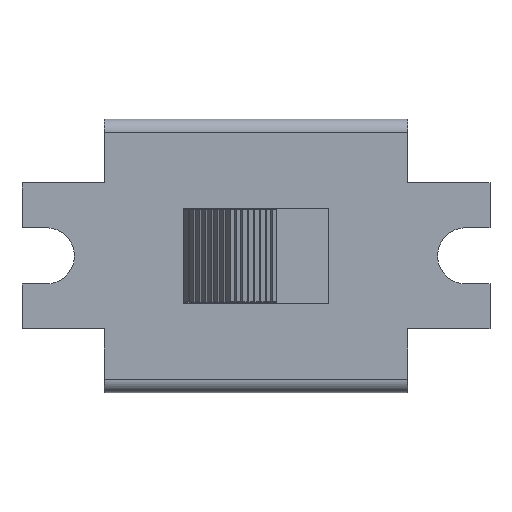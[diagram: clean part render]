
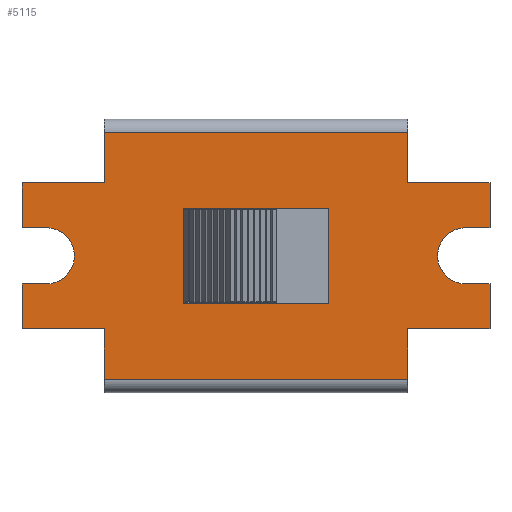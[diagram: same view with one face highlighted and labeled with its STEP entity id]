
A CAD part, top view. The second image highlights one B-rep face of the part: STEP entity #5115.
In plain terms, the highlighted planar face has unit normal (0, 0, 1).
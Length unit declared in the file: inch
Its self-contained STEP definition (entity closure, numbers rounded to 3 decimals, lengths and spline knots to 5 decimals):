
#156=FACE_BOUND('',#873,.T.);
#324=PLANE('',#5464);
#590=FACE_OUTER_BOUND('',#872,.T.);
#872=EDGE_LOOP('',(#4582,#4583,#4584,#4585,#4586,#4587,#4588,#4589,#4590,
#4591,#4592,#4593,#4594,#4595,#4596,#4597,#4598,#4599,#4600,#4601));
#873=EDGE_LOOP('',(#4602,#4603,#4604,#4605));
#976=CIRCLE('',#5416,0.04626);
#980=CIRCLE('',#5429,0.04626);
#1360=LINE('',#8828,#1930);
#1364=LINE('',#8835,#1934);
#1367=LINE('',#8841,#1937);
#1371=LINE('',#8853,#1941);
#1374=LINE('',#8859,#1944);
#1377=LINE('',#8865,#1947);
#1382=LINE('',#8875,#1952);
#1397=LINE('',#8909,#1967);
#1400=LINE('',#8914,#1970);
#1402=LINE('',#8918,#1972);
#1405=LINE('',#8926,#1975);
#1407=LINE('',#8930,#1977);
#1409=LINE('',#8934,#1979);
#1411=LINE('',#8939,#1981);
#1415=LINE('',#8947,#1985);
#1418=LINE('',#8953,#1988);
#1421=LINE('',#8958,#1991);
#1450=LINE('',#9013,#2020);
#1451=LINE('',#9016,#2021);
#1452=LINE('',#9020,#2022);
#1453=LINE('',#9021,#2023);
#1454=LINE('',#9022,#2024);
#1930=VECTOR('',#6354,0.3937);
#1934=VECTOR('',#6360,0.3937);
#1937=VECTOR('',#6365,0.3937);
#1941=VECTOR('',#6377,0.3937);
#1944=VECTOR('',#6382,0.3937);
#1947=VECTOR('',#6387,0.3937);
#1952=VECTOR('',#6396,0.3937);
#1967=VECTOR('',#6417,0.3937);
#1970=VECTOR('',#6422,0.3937);
#1972=VECTOR('',#6426,0.3937);
#1975=VECTOR('',#6435,0.3937);
#1977=VECTOR('',#6439,0.3937);
#1979=VECTOR('',#6443,0.3937);
#1981=VECTOR('',#6447,0.3937);
#1985=VECTOR('',#6453,0.3937);
#1988=VECTOR('',#6458,0.3937);
#1991=VECTOR('',#6463,0.3937);
#2020=VECTOR('',#6542,0.3937);
#2021=VECTOR('',#6547,0.3937);
#2022=VECTOR('',#6550,0.3937);
#2023=VECTOR('',#6551,0.3937);
#2024=VECTOR('',#6552,0.3937);
#2506=VERTEX_POINT('',#8826);
#2507=VERTEX_POINT('',#8827);
#2509=VERTEX_POINT('',#8834);
#2511=VERTEX_POINT('',#8840);
#2513=VERTEX_POINT('',#8846);
#2515=VERTEX_POINT('',#8852);
#2517=VERTEX_POINT('',#8858);
#2519=VERTEX_POINT('',#8864);
#2522=VERTEX_POINT('',#8873);
#2537=VERTEX_POINT('',#8907);
#2538=VERTEX_POINT('',#8908);
#2539=VERTEX_POINT('',#8913);
#2540=VERTEX_POINT('',#8917);
#2541=VERTEX_POINT('',#8921);
#2542=VERTEX_POINT('',#8925);
#2543=VERTEX_POINT('',#8929);
#2544=VERTEX_POINT('',#8933);
#2545=VERTEX_POINT('',#8937);
#2546=VERTEX_POINT('',#8938);
#2549=VERTEX_POINT('',#8946);
#2551=VERTEX_POINT('',#8952);
#2553=VERTEX_POINT('',#9012);
#2554=VERTEX_POINT('',#9018);
#2555=VERTEX_POINT('',#9019);
#3166=EDGE_CURVE('',#2506,#2507,#1360,.T.);
#3170=EDGE_CURVE('',#2509,#2506,#1364,.T.);
#3173=EDGE_CURVE('',#2511,#2509,#1367,.T.);
#3176=EDGE_CURVE('',#2513,#2511,#976,.T.);
#3179=EDGE_CURVE('',#2515,#2513,#1371,.T.);
#3182=EDGE_CURVE('',#2517,#2515,#1374,.T.);
#3185=EDGE_CURVE('',#2519,#2517,#1377,.T.);
#3191=EDGE_CURVE('',#2522,#2519,#1382,.T.);
#3207=EDGE_CURVE('',#2537,#2538,#1397,.T.);
#3210=EDGE_CURVE('',#2539,#2537,#1400,.T.);
#3212=EDGE_CURVE('',#2540,#2539,#1402,.T.);
#3214=EDGE_CURVE('',#2541,#2540,#980,.T.);
#3216=EDGE_CURVE('',#2542,#2541,#1405,.T.);
#3218=EDGE_CURVE('',#2543,#2542,#1407,.T.);
#3220=EDGE_CURVE('',#2544,#2543,#1409,.T.);
#3222=EDGE_CURVE('',#2545,#2546,#1411,.T.);
#3226=EDGE_CURVE('',#2549,#2545,#1415,.T.);
#3229=EDGE_CURVE('',#2551,#2549,#1418,.T.);
#3232=EDGE_CURVE('',#2546,#2551,#1421,.T.);
#3261=EDGE_CURVE('',#2538,#2553,#1450,.T.);
#3263=EDGE_CURVE('',#2553,#2522,#1451,.T.);
#3264=EDGE_CURVE('',#2554,#2555,#1452,.T.);
#3265=EDGE_CURVE('',#2507,#2554,#1453,.T.);
#3266=EDGE_CURVE('',#2555,#2544,#1454,.T.);
#4582=ORIENTED_EDGE('',*,*,#3264,.F.);
#4583=ORIENTED_EDGE('',*,*,#3265,.F.);
#4584=ORIENTED_EDGE('',*,*,#3166,.F.);
#4585=ORIENTED_EDGE('',*,*,#3170,.F.);
#4586=ORIENTED_EDGE('',*,*,#3173,.F.);
#4587=ORIENTED_EDGE('',*,*,#3176,.F.);
#4588=ORIENTED_EDGE('',*,*,#3179,.F.);
#4589=ORIENTED_EDGE('',*,*,#3182,.F.);
#4590=ORIENTED_EDGE('',*,*,#3185,.F.);
#4591=ORIENTED_EDGE('',*,*,#3191,.F.);
#4592=ORIENTED_EDGE('',*,*,#3263,.F.);
#4593=ORIENTED_EDGE('',*,*,#3261,.F.);
#4594=ORIENTED_EDGE('',*,*,#3207,.F.);
#4595=ORIENTED_EDGE('',*,*,#3210,.F.);
#4596=ORIENTED_EDGE('',*,*,#3212,.F.);
#4597=ORIENTED_EDGE('',*,*,#3214,.F.);
#4598=ORIENTED_EDGE('',*,*,#3216,.F.);
#4599=ORIENTED_EDGE('',*,*,#3218,.F.);
#4600=ORIENTED_EDGE('',*,*,#3220,.F.);
#4601=ORIENTED_EDGE('',*,*,#3266,.F.);
#4602=ORIENTED_EDGE('',*,*,#3232,.T.);
#4603=ORIENTED_EDGE('',*,*,#3229,.T.);
#4604=ORIENTED_EDGE('',*,*,#3226,.T.);
#4605=ORIENTED_EDGE('',*,*,#3222,.T.);
#5115=ADVANCED_FACE('',(#590,#156),#324,.T.);
#5416=AXIS2_PLACEMENT_3D('',#8847,#6370,#6371);
#5429=AXIS2_PLACEMENT_3D('',#8922,#6430,#6431);
#5464=AXIS2_PLACEMENT_3D('',#9017,#6548,#6549);
#6354=DIRECTION('',(-1.,0.,0.));
#6360=DIRECTION('',(0.,-1.,0.));
#6365=DIRECTION('',(1.,0.,0.));
#6370=DIRECTION('center_axis',(0.,0.,1.));
#6371=DIRECTION('ref_axis',(0.,1.,0.));
#6377=DIRECTION('',(-1.,0.,0.));
#6382=DIRECTION('',(0.,-1.,0.));
#6387=DIRECTION('',(1.,0.,0.));
#6396=DIRECTION('',(0.,-1.,0.));
#6417=DIRECTION('',(1.,0.,0.));
#6422=DIRECTION('',(0.,1.,0.));
#6426=DIRECTION('',(-1.,0.,0.));
#6430=DIRECTION('center_axis',(0.,0.,1.));
#6431=DIRECTION('ref_axis',(0.,-1.,0.));
#6435=DIRECTION('',(1.,0.,0.));
#6439=DIRECTION('',(0.,1.,0.));
#6443=DIRECTION('',(-1.,0.,0.));
#6447=DIRECTION('',(-1.,0.,0.));
#6453=DIRECTION('',(0.,-1.,0.));
#6458=DIRECTION('',(1.,0.,0.));
#6463=DIRECTION('',(0.,1.,0.));
#6542=DIRECTION('',(0.,1.,0.));
#6547=DIRECTION('',(1.,0.,0.));
#6548=DIRECTION('center_axis',(0.,0.,1.));
#6549=DIRECTION('ref_axis',(-1.,0.,0.));
#6550=DIRECTION('',(-1.,0.,0.));
#6551=DIRECTION('',(0.,-1.,0.));
#6552=DIRECTION('',(0.,1.,0.));
#8826=CARTESIAN_POINT('',(0.38504,-0.12008,0.3));
#8827=CARTESIAN_POINT('',(0.25,-0.12008,0.3));
#8828=CARTESIAN_POINT('',(0.38504,-0.12008,0.3));
#8834=CARTESIAN_POINT('',(0.38504,-0.04626,0.3));
#8835=CARTESIAN_POINT('',(0.38504,-0.04626,0.3));
#8840=CARTESIAN_POINT('',(0.34508,-0.04626,0.3));
#8841=CARTESIAN_POINT('',(0.34508,-0.04626,0.3));
#8846=CARTESIAN_POINT('',(0.34508,0.04626,0.3));
#8847=CARTESIAN_POINT('Origin',(0.34508,0.,0.3));
#8852=CARTESIAN_POINT('',(0.38504,0.04626,0.3));
#8853=CARTESIAN_POINT('',(0.38504,0.04626,0.3));
#8858=CARTESIAN_POINT('',(0.38504,0.12008,0.3));
#8859=CARTESIAN_POINT('',(0.38504,0.12008,0.3));
#8864=CARTESIAN_POINT('',(0.25,0.12008,0.3));
#8865=CARTESIAN_POINT('',(0.25,0.12008,0.3));
#8873=CARTESIAN_POINT('',(0.25,0.20295,0.3));
#8875=CARTESIAN_POINT('',(0.25,0.225,0.3));
#8907=CARTESIAN_POINT('',(-0.38504,0.12008,0.3));
#8908=CARTESIAN_POINT('',(-0.25,0.12008,0.3));
#8909=CARTESIAN_POINT('',(-0.38504,0.12008,0.3));
#8913=CARTESIAN_POINT('',(-0.38504,0.04626,0.3));
#8914=CARTESIAN_POINT('',(-0.38504,0.04626,0.3));
#8917=CARTESIAN_POINT('',(-0.34508,0.04626,0.3));
#8918=CARTESIAN_POINT('',(-0.34508,0.04626,0.3));
#8921=CARTESIAN_POINT('',(-0.34508,-0.04626,0.3));
#8922=CARTESIAN_POINT('Origin',(-0.34508,0.,0.3));
#8925=CARTESIAN_POINT('',(-0.38504,-0.04626,0.3));
#8926=CARTESIAN_POINT('',(-0.38504,-0.04626,0.3));
#8929=CARTESIAN_POINT('',(-0.38504,-0.12008,0.3));
#8930=CARTESIAN_POINT('',(-0.38504,-0.12008,0.3));
#8933=CARTESIAN_POINT('',(-0.25,-0.12008,0.3));
#8934=CARTESIAN_POINT('',(-0.25,-0.12008,0.3));
#8937=CARTESIAN_POINT('',(0.12008,-0.07874,0.3));
#8938=CARTESIAN_POINT('',(-0.12008,-0.07874,0.3));
#8939=CARTESIAN_POINT('',(0.06004,-0.07874,0.3));
#8946=CARTESIAN_POINT('',(0.12008,0.07874,0.3));
#8947=CARTESIAN_POINT('',(0.12008,0.03937,0.3));
#8952=CARTESIAN_POINT('',(-0.12008,0.07874,0.3));
#8953=CARTESIAN_POINT('',(-0.06004,0.07874,0.3));
#8958=CARTESIAN_POINT('',(-0.12008,-0.03937,0.3));
#9012=CARTESIAN_POINT('',(-0.25,0.20295,0.3));
#9013=CARTESIAN_POINT('',(-0.25,0.12008,0.3));
#9016=CARTESIAN_POINT('',(-0.125,0.20295,0.3));
#9017=CARTESIAN_POINT('Origin',(0.,0.,
0.3));
#9018=CARTESIAN_POINT('',(0.25,-0.20295,0.3));
#9019=CARTESIAN_POINT('',(-0.25,-0.20295,0.3));
#9020=CARTESIAN_POINT('',(0.125,-0.20295,0.3));
#9021=CARTESIAN_POINT('',(0.25,-0.12008,0.3));
#9022=CARTESIAN_POINT('',(-0.25,-0.225,0.3));
